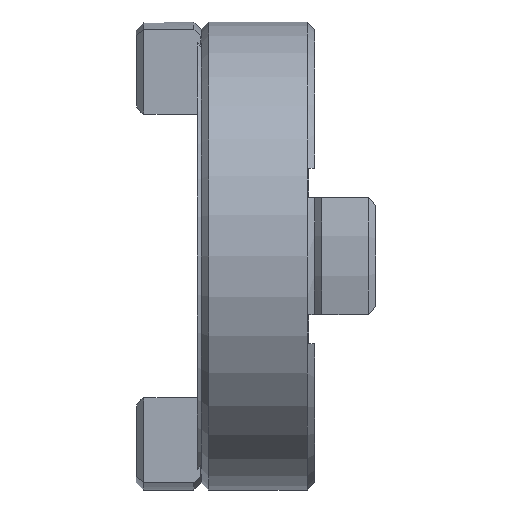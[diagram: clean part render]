
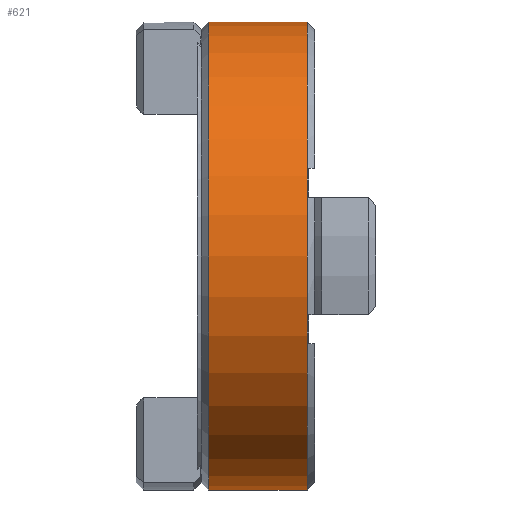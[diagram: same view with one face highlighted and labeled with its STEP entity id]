
A CAD part, left-side view. The second image highlights one B-rep face of the part: STEP entity #621.
In plain terms, the highlighted cylindrical face has radius 24 mm (diameter 48 mm), a partial arc.
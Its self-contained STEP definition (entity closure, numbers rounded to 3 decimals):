
#29 = EDGE_CURVE ( 'NONE', #69, #119, #930, .T. ) ;
#69 = VERTEX_POINT ( 'NONE', #1073 ) ;
#118 = VERTEX_POINT ( 'NONE', #1134 ) ;
#119 = VERTEX_POINT ( 'NONE', #1129 ) ;
#127 = VERTEX_POINT ( 'NONE', #1161 ) ;
#316 = EDGE_CURVE ( 'NONE', #127, #118, #1490, .T. ) ;
#621 = ADVANCED_FACE ( 'NONE', ( #2048 ), #2030, .T. ) ;
#622 = ORIENTED_EDGE ( 'NONE', *, *, #29, .F. ) ;
#623 = ORIENTED_EDGE ( 'NONE', *, *, #643, .T. ) ;
#642 = ORIENTED_EDGE ( 'NONE', *, *, #656, .F. ) ;
#643 = EDGE_CURVE ( 'NONE', #69, #127, #2082, .T. ) ;
#655 = ORIENTED_EDGE ( 'NONE', *, *, #316, .T. ) ;
#656 = EDGE_CURVE ( 'NONE', #119, #118, #2125, .T. ) ;
#688 = EDGE_LOOP ( 'NONE', ( #622, #623, #655, #642 ) ) ;
#930 = LINE ( 'NONE', #965, #964 ) ;
#963 = DIRECTION ( 'NONE',  ( 0., -1., 0. ) ) ;
#964 = VECTOR ( 'NONE', #963, 1000. ) ;
#965 = CARTESIAN_POINT ( 'NONE',  ( 0., 0., 24. ) ) ;
#1073 = CARTESIAN_POINT ( 'NONE',  ( 0., 17.138, 24. ) ) ;
#1129 = CARTESIAN_POINT ( 'NONE',  ( 0., 7.062, 24. ) ) ;
#1134 = CARTESIAN_POINT ( 'NONE',  ( 0., 7.062, -24. ) ) ;
#1161 = CARTESIAN_POINT ( 'NONE',  ( 0., 17.138, -24. ) ) ;
#1487 = DIRECTION ( 'NONE',  ( 0., -1., 0. ) ) ;
#1488 = VECTOR ( 'NONE', #1487, 1000. ) ;
#1489 = CARTESIAN_POINT ( 'NONE',  ( 0., 0., -24. ) ) ;
#1490 = LINE ( 'NONE', #1489, #1488 ) ;
#1992 = AXIS2_PLACEMENT_3D ( 'NONE', #2034, #2073, #2064 ) ;
#2030 = CYLINDRICAL_SURFACE ( 'NONE', #1992, 24. ) ;
#2034 = CARTESIAN_POINT ( 'NONE',  ( 0., 0., 0. ) ) ;
#2048 = FACE_OUTER_BOUND ( 'NONE', #688, .T. ) ;
#2064 = DIRECTION ( 'NONE',  ( 0., 0., -1. ) ) ;
#2073 = DIRECTION ( 'NONE',  ( 0., -1., 0. ) ) ;
#2078 = AXIS2_PLACEMENT_3D ( 'NONE', #2108, #2105, #2104 ) ;
#2082 = CIRCLE ( 'NONE', #2078, 24. ) ;
#2104 = DIRECTION ( 'NONE',  ( 0., 0., -1. ) ) ;
#2105 = DIRECTION ( 'NONE',  ( 0., -1., 0. ) ) ;
#2108 = CARTESIAN_POINT ( 'NONE',  ( 0., 17.138, 0. ) ) ;
#2125 = CIRCLE ( 'NONE', #2169, 24. ) ;
#2166 = DIRECTION ( 'NONE',  ( 0., 0., -1. ) ) ;
#2167 = DIRECTION ( 'NONE',  ( 0., -1., 0. ) ) ;
#2168 = CARTESIAN_POINT ( 'NONE',  ( 0., 7.062, 0. ) ) ;
#2169 = AXIS2_PLACEMENT_3D ( 'NONE', #2168, #2167, #2166 ) ;
